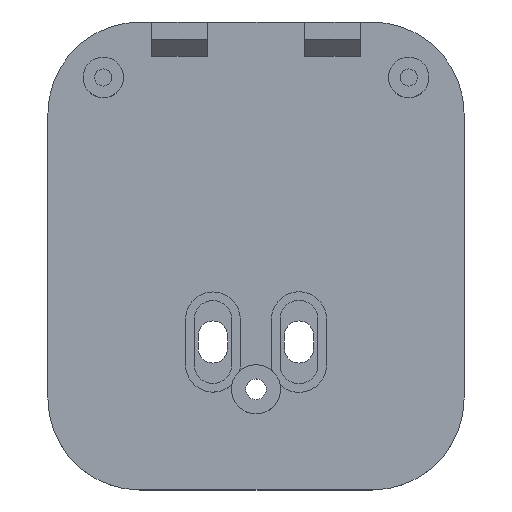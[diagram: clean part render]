
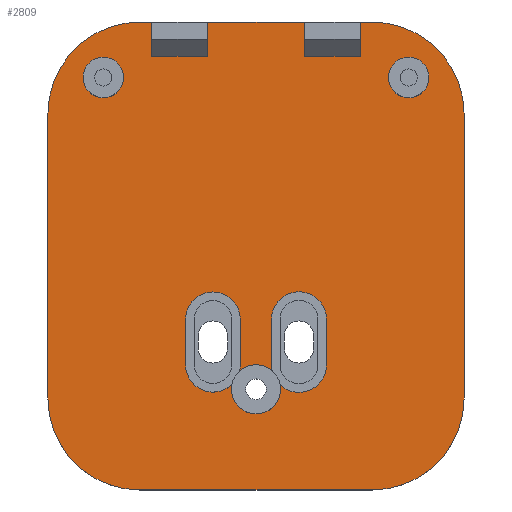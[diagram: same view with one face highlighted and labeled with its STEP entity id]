
A CAD part, top view. The second image highlights one B-rep face of the part: STEP entity #2809.
In plain terms, the highlighted planar face has unit normal (0, 0, 1).
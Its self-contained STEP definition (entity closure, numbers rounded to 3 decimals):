
#32=FACE_BOUND('',#526,.T.);
#33=FACE_BOUND('',#527,.T.);
#34=FACE_BOUND('',#528,.T.);
#35=FACE_BOUND('',#529,.T.);
#36=FACE_BOUND('',#530,.T.);
#135=CIRCLE('',#3055,3.175);
#137=CIRCLE('',#3059,3.175);
#139=CIRCLE('',#3063,3.175);
#142=CIRCLE('',#3068,10.7);
#143=CIRCLE('',#3069,10.7);
#144=CIRCLE('',#3070,10.7);
#145=CIRCLE('',#3071,10.7);
#146=CIRCLE('',#3072,2.35);
#147=CIRCLE('',#3073,2.35);
#148=CIRCLE('',#3074,2.85);
#149=CIRCLE('',#3075,3.2);
#150=CIRCLE('',#3076,3.2);
#151=CIRCLE('',#3077,3.2);
#152=CIRCLE('',#3078,2.85);
#153=CIRCLE('',#3079,2.85);
#354=FACE_OUTER_BOUND('',#525,.T.);
#525=EDGE_LOOP('',(#2402,#2403,#2404,#2405,#2406,#2407,#2408,#2409));
#526=EDGE_LOOP('',(#2410,#2411,#2412,#2413));
#527=EDGE_LOOP('',(#2414,#2415,#2416,#2417));
#528=EDGE_LOOP('',(#2418));
#529=EDGE_LOOP('',(#2419));
#530=EDGE_LOOP('',(#2420,#2421,#2422,#2423,#2424,#2425,#2426,#2427,#2428,
#2429,#2430,#2431,#2432));
#752=LINE('',#4529,#1025);
#759=LINE('',#4544,#1032);
#762=LINE('',#4550,#1035);
#777=LINE('',#4578,#1050);
#785=LINE('',#4594,#1058);
#787=LINE('',#4598,#1060);
#788=LINE('',#4600,#1061);
#790=LINE('',#4604,#1063);
#791=LINE('',#4606,#1064);
#803=LINE('',#4643,#1076);
#807=LINE('',#4655,#1080);
#811=LINE('',#4671,#1084);
#812=LINE('',#4675,#1085);
#813=LINE('',#4679,#1086);
#814=LINE('',#4690,#1087);
#815=LINE('',#4694,#1088);
#1025=VECTOR('',#3680,10.);
#1032=VECTOR('',#3691,10.);
#1035=VECTOR('',#3696,10.);
#1050=VECTOR('',#3719,10.);
#1058=VECTOR('',#3733,10.);
#1060=VECTOR('',#3737,10.);
#1061=VECTOR('',#3740,10.);
#1063=VECTOR('',#3744,10.);
#1064=VECTOR('',#3747,10.);
#1076=VECTOR('',#3783,10.);
#1080=VECTOR('',#3795,10.);
#1084=VECTOR('',#3813,10.);
#1085=VECTOR('',#3816,10.);
#1086=VECTOR('',#3819,10.);
#1087=VECTOR('',#3830,10.);
#1088=VECTOR('',#3833,10.);
#1301=VERTEX_POINT('',#4527);
#1302=VERTEX_POINT('',#4528);
#1307=VERTEX_POINT('',#4542);
#1308=VERTEX_POINT('',#4543);
#1309=VERTEX_POINT('',#4548);
#1310=VERTEX_POINT('',#4549);
#1319=VERTEX_POINT('',#4576);
#1324=VERTEX_POINT('',#4592);
#1325=VERTEX_POINT('',#4596);
#1326=VERTEX_POINT('',#4602);
#1335=VERTEX_POINT('',#4633);
#1336=VERTEX_POINT('',#4634);
#1339=VERTEX_POINT('',#4642);
#1341=VERTEX_POINT('',#4648);
#1343=VERTEX_POINT('',#4654);
#1345=VERTEX_POINT('',#4660);
#1347=VERTEX_POINT('',#4668);
#1348=VERTEX_POINT('',#4670);
#1349=VERTEX_POINT('',#4672);
#1350=VERTEX_POINT('',#4674);
#1351=VERTEX_POINT('',#4676);
#1352=VERTEX_POINT('',#4678);
#1353=VERTEX_POINT('',#4681);
#1354=VERTEX_POINT('',#4683);
#1355=VERTEX_POINT('',#4685);
#1356=VERTEX_POINT('',#4687);
#1357=VERTEX_POINT('',#4689);
#1358=VERTEX_POINT('',#4691);
#1359=VERTEX_POINT('',#4693);
#1360=VERTEX_POINT('',#4695);
#1361=VERTEX_POINT('',#4697);
#1651=EDGE_CURVE('',#1301,#1302,#752,.T.);
#1658=EDGE_CURVE('',#1307,#1308,#759,.T.);
#1661=EDGE_CURVE('',#1309,#1310,#762,.T.);
#1676=EDGE_CURVE('',#1302,#1319,#777,.T.);
#1684=EDGE_CURVE('',#1308,#1324,#785,.T.);
#1686=EDGE_CURVE('',#1324,#1325,#787,.T.);
#1687=EDGE_CURVE('',#1325,#1307,#788,.T.);
#1689=EDGE_CURVE('',#1319,#1326,#790,.T.);
#1690=EDGE_CURVE('',#1326,#1301,#791,.T.);
#1704=EDGE_CURVE('',#1335,#1336,#135,.T.);
#1708=EDGE_CURVE('',#1336,#1339,#803,.T.);
#1711=EDGE_CURVE('',#1339,#1341,#137,.T.);
#1714=EDGE_CURVE('',#1341,#1343,#807,.T.);
#1717=EDGE_CURVE('',#1343,#1345,#139,.T.);
#1721=EDGE_CURVE('',#1310,#1347,#142,.T.);
#1722=EDGE_CURVE('',#1347,#1348,#811,.T.);
#1723=EDGE_CURVE('',#1348,#1349,#143,.T.);
#1724=EDGE_CURVE('',#1349,#1350,#812,.T.);
#1725=EDGE_CURVE('',#1350,#1351,#144,.T.);
#1726=EDGE_CURVE('',#1351,#1352,#813,.T.);
#1727=EDGE_CURVE('',#1352,#1309,#145,.T.);
#1728=EDGE_CURVE('',#1353,#1353,#146,.T.);
#1729=EDGE_CURVE('',#1354,#1354,#147,.T.);
#1730=EDGE_CURVE('',#1345,#1355,#148,.T.);
#1731=EDGE_CURVE('',#1355,#1356,#149,.T.);
#1732=EDGE_CURVE('',#1356,#1357,#814,.T.);
#1733=EDGE_CURVE('',#1357,#1358,#150,.T.);
#1734=EDGE_CURVE('',#1358,#1359,#815,.T.);
#1735=EDGE_CURVE('',#1359,#1360,#151,.T.);
#1736=EDGE_CURVE('',#1360,#1361,#152,.T.);
#1737=EDGE_CURVE('',#1361,#1335,#153,.T.);
#2402=ORIENTED_EDGE('',*,*,#1661,.T.);
#2403=ORIENTED_EDGE('',*,*,#1721,.T.);
#2404=ORIENTED_EDGE('',*,*,#1722,.T.);
#2405=ORIENTED_EDGE('',*,*,#1723,.T.);
#2406=ORIENTED_EDGE('',*,*,#1724,.T.);
#2407=ORIENTED_EDGE('',*,*,#1725,.T.);
#2408=ORIENTED_EDGE('',*,*,#1726,.T.);
#2409=ORIENTED_EDGE('',*,*,#1727,.T.);
#2410=ORIENTED_EDGE('',*,*,#1651,.T.);
#2411=ORIENTED_EDGE('',*,*,#1676,.T.);
#2412=ORIENTED_EDGE('',*,*,#1689,.T.);
#2413=ORIENTED_EDGE('',*,*,#1690,.T.);
#2414=ORIENTED_EDGE('',*,*,#1658,.T.);
#2415=ORIENTED_EDGE('',*,*,#1684,.T.);
#2416=ORIENTED_EDGE('',*,*,#1686,.T.);
#2417=ORIENTED_EDGE('',*,*,#1687,.T.);
#2418=ORIENTED_EDGE('',*,*,#1728,.T.);
#2419=ORIENTED_EDGE('',*,*,#1729,.T.);
#2420=ORIENTED_EDGE('',*,*,#1704,.T.);
#2421=ORIENTED_EDGE('',*,*,#1708,.T.);
#2422=ORIENTED_EDGE('',*,*,#1711,.T.);
#2423=ORIENTED_EDGE('',*,*,#1714,.T.);
#2424=ORIENTED_EDGE('',*,*,#1717,.T.);
#2425=ORIENTED_EDGE('',*,*,#1730,.T.);
#2426=ORIENTED_EDGE('',*,*,#1731,.T.);
#2427=ORIENTED_EDGE('',*,*,#1732,.T.);
#2428=ORIENTED_EDGE('',*,*,#1733,.T.);
#2429=ORIENTED_EDGE('',*,*,#1734,.T.);
#2430=ORIENTED_EDGE('',*,*,#1735,.T.);
#2431=ORIENTED_EDGE('',*,*,#1736,.T.);
#2432=ORIENTED_EDGE('',*,*,#1737,.T.);
#2669=PLANE('',#3067);
#2809=ADVANCED_FACE('',(#354,#32,#33,#34,#35,#36),#2669,.T.);
#3055=AXIS2_PLACEMENT_3D('',#4635,#3775,#3776);
#3059=AXIS2_PLACEMENT_3D('',#4649,#3788,#3789);
#3063=AXIS2_PLACEMENT_3D('',#4661,#3800,#3801);
#3067=AXIS2_PLACEMENT_3D('',#4667,#3809,#3810);
#3068=AXIS2_PLACEMENT_3D('',#4669,#3811,#3812);
#3069=AXIS2_PLACEMENT_3D('',#4673,#3814,#3815);
#3070=AXIS2_PLACEMENT_3D('',#4677,#3817,#3818);
#3071=AXIS2_PLACEMENT_3D('',#4680,#3820,#3821);
#3072=AXIS2_PLACEMENT_3D('',#4682,#3822,#3823);
#3073=AXIS2_PLACEMENT_3D('',#4684,#3824,#3825);
#3074=AXIS2_PLACEMENT_3D('',#4686,#3826,#3827);
#3075=AXIS2_PLACEMENT_3D('',#4688,#3828,#3829);
#3076=AXIS2_PLACEMENT_3D('',#4692,#3831,#3832);
#3077=AXIS2_PLACEMENT_3D('',#4696,#3834,#3835);
#3078=AXIS2_PLACEMENT_3D('',#4698,#3836,#3837);
#3079=AXIS2_PLACEMENT_3D('',#4699,#3838,#3839);
#3680=DIRECTION('',(1.,0.,0.));
#3691=DIRECTION('',(1.,0.,0.));
#3696=DIRECTION('',(-1.,0.,0.));
#3719=DIRECTION('',(0.,-1.,0.));
#3733=DIRECTION('',(0.,-1.,0.));
#3737=DIRECTION('',(-1.,0.,0.));
#3740=DIRECTION('',(0.,1.,0.));
#3744=DIRECTION('',(-1.,0.,0.));
#3747=DIRECTION('',(0.,1.,0.));
#3775=DIRECTION('center_axis',(0.,0.,-1.));
#3776=DIRECTION('ref_axis',(-1.,0.,0.));
#3783=DIRECTION('',(0.,1.,0.));
#3788=DIRECTION('center_axis',(0.,0.,-1.));
#3789=DIRECTION('ref_axis',(1.,0.,0.));
#3795=DIRECTION('',(0.,-1.,0.));
#3800=DIRECTION('center_axis',(0.,0.,-1.));
#3801=DIRECTION('ref_axis',(-1.,0.,0.));
#3809=DIRECTION('center_axis',(0.,0.,1.));
#3810=DIRECTION('ref_axis',(1.,0.,0.));
#3811=DIRECTION('center_axis',(0.,0.,1.));
#3812=DIRECTION('ref_axis',(0.,1.,0.));
#3813=DIRECTION('',(0.,-1.,0.));
#3814=DIRECTION('center_axis',(0.,0.,1.));
#3815=DIRECTION('ref_axis',(-1.,0.,0.));
#3816=DIRECTION('',(1.,0.,0.));
#3817=DIRECTION('center_axis',(0.,0.,1.));
#3818=DIRECTION('ref_axis',(0.,-1.,0.));
#3819=DIRECTION('',(0.,1.,0.));
#3820=DIRECTION('center_axis',(0.,0.,1.));
#3821=DIRECTION('ref_axis',(1.,0.,0.));
#3822=DIRECTION('center_axis',(0.,0.,-1.));
#3823=DIRECTION('ref_axis',(-1.,0.,0.));
#3824=DIRECTION('center_axis',(0.,0.,-1.));
#3825=DIRECTION('ref_axis',(-1.,0.,0.));
#3826=DIRECTION('center_axis',(0.,0.,-1.));
#3827=DIRECTION('ref_axis',(-1.,0.,0.));
#3828=DIRECTION('center_axis',(0.,0.,-1.));
#3829=DIRECTION('ref_axis',(-1.,0.,0.));
#3830=DIRECTION('',(0.,1.,0.));
#3831=DIRECTION('center_axis',(0.,0.,-1.));
#3832=DIRECTION('ref_axis',(1.,0.,0.));
#3833=DIRECTION('',(0.,-1.,0.));
#3834=DIRECTION('center_axis',(0.,0.,-1.));
#3835=DIRECTION('ref_axis',(-1.,0.,0.));
#3836=DIRECTION('center_axis',(0.,0.,-1.));
#3837=DIRECTION('ref_axis',(-1.,0.,0.));
#3838=DIRECTION('center_axis',(0.,0.,-1.));
#3839=DIRECTION('ref_axis',(-1.,0.,0.));
#4527=CARTESIAN_POINT('',(28.64,51.7,0.5));
#4528=CARTESIAN_POINT('',(35.14,51.7,0.5));
#4529=CARTESIAN_POINT('',(35.14,51.7,0.5));
#4542=CARTESIAN_POINT('',(10.86,51.7,0.5));
#4543=CARTESIAN_POINT('',(17.36,51.7,0.5));
#4544=CARTESIAN_POINT('',(17.36,51.7,0.5));
#4548=CARTESIAN_POINT('',(36.5,53.2,0.5));
#4549=CARTESIAN_POINT('',(9.5,53.2,0.5));
#4550=CARTESIAN_POINT('',(36.5,53.2,0.5));
#4576=CARTESIAN_POINT('',(35.14,49.2,0.5));
#4578=CARTESIAN_POINT('',(35.14,37.6,0.5));
#4592=CARTESIAN_POINT('',(17.36,49.2,0.5));
#4594=CARTESIAN_POINT('',(17.36,37.6,0.5));
#4596=CARTESIAN_POINT('',(10.86,49.2,0.5));
#4598=CARTESIAN_POINT('',(16.93,49.2,0.5));
#4600=CARTESIAN_POINT('',(10.86,39.6,0.5));
#4602=CARTESIAN_POINT('',(28.64,49.2,0.5));
#4604=CARTESIAN_POINT('',(25.82,49.2,0.5));
#4606=CARTESIAN_POINT('',(28.64,39.6,0.5));
#4633=CARTESIAN_POINT('',(20.209,11.079,0.5));
#4634=CARTESIAN_POINT('',(14.816,13.35,0.5));
#4635=CARTESIAN_POINT('Origin',(17.991,13.35,0.5));
#4642=CARTESIAN_POINT('',(14.816,18.65,0.5));
#4643=CARTESIAN_POINT('',(14.816,22.325,0.5));
#4648=CARTESIAN_POINT('',(21.166,18.65,0.5));
#4649=CARTESIAN_POINT('Origin',(17.991,18.65,0.5));
#4654=CARTESIAN_POINT('',(21.166,13.35,0.5));
#4655=CARTESIAN_POINT('',(21.166,19.675,0.5));
#4660=CARTESIAN_POINT('',(21.077,12.603,0.5));
#4661=CARTESIAN_POINT('Origin',(17.991,13.35,0.5));
#4667=CARTESIAN_POINT('Origin',(23.,26.,0.5));
#4668=CARTESIAN_POINT('',(-1.2,42.5,0.5));
#4669=CARTESIAN_POINT('Origin',(9.5,42.5,0.5));
#4670=CARTESIAN_POINT('',(-1.2,9.5,0.5));
#4671=CARTESIAN_POINT('',(-1.2,42.5,0.5));
#4672=CARTESIAN_POINT('',(9.5,-1.2,0.5));
#4673=CARTESIAN_POINT('Origin',(9.5,9.5,0.5));
#4674=CARTESIAN_POINT('',(36.5,-1.2,0.5));
#4675=CARTESIAN_POINT('',(9.5,-1.2,0.5));
#4676=CARTESIAN_POINT('',(47.2,9.5,0.5));
#4677=CARTESIAN_POINT('Origin',(36.5,9.5,0.5));
#4678=CARTESIAN_POINT('',(47.2,42.5,0.5));
#4679=CARTESIAN_POINT('',(47.2,9.5,0.5));
#4680=CARTESIAN_POINT('Origin',(36.5,42.5,0.5));
#4681=CARTESIAN_POINT('',(43.1,46.75,0.5));
#4682=CARTESIAN_POINT('Origin',(40.75,46.75,0.5));
#4683=CARTESIAN_POINT('',(7.6,46.75,0.5));
#4684=CARTESIAN_POINT('Origin',(5.25,46.75,0.5));
#4685=CARTESIAN_POINT('',(24.879,12.643,0.5));
#4686=CARTESIAN_POINT('Origin',(23.,10.5,0.5));
#4687=CARTESIAN_POINT('',(24.8,13.35,0.5));
#4688=CARTESIAN_POINT('Origin',(28.,13.35,0.5));
#4689=CARTESIAN_POINT('',(24.8,18.65,0.5));
#4690=CARTESIAN_POINT('',(24.8,22.325,0.5));
#4691=CARTESIAN_POINT('',(31.2,18.65,0.5));
#4692=CARTESIAN_POINT('Origin',(28.,18.65,0.5));
#4693=CARTESIAN_POINT('',(31.2,13.35,0.5));
#4694=CARTESIAN_POINT('',(31.2,19.675,0.5));
#4695=CARTESIAN_POINT('',(25.801,11.025,0.5));
#4696=CARTESIAN_POINT('Origin',(28.,13.35,0.5));
#4697=CARTESIAN_POINT('',(25.85,10.5,0.5));
#4698=CARTESIAN_POINT('Origin',(23.,10.5,0.5));
#4699=CARTESIAN_POINT('Origin',(23.,10.5,0.5));
